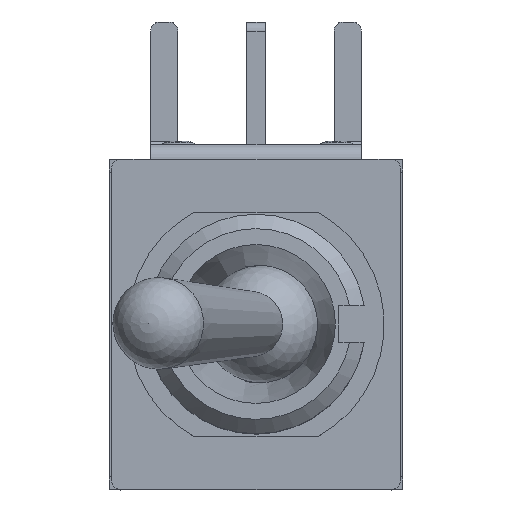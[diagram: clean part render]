
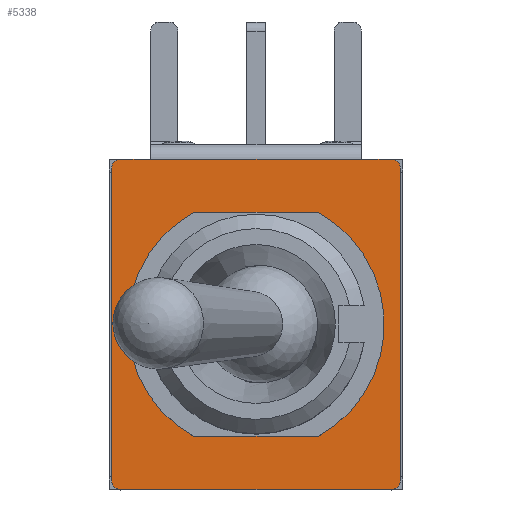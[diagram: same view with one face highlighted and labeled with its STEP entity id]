
A CAD part, top view. The second image highlights one B-rep face of the part: STEP entity #5338.
In plain terms, the highlighted planar face has unit normal (0, 0, 1).
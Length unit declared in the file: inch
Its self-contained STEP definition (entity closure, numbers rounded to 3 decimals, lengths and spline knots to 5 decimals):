
#127=PLANE('',#5696);
#315=LINE('',#7614,#898);
#318=LINE('',#7623,#901);
#361=LINE('',#7826,#944);
#402=LINE('',#7914,#985);
#403=LINE('',#7917,#986);
#407=LINE('',#7928,#990);
#408=LINE('',#7930,#991);
#409=LINE('',#7934,#992);
#898=VECTOR('',#6095,0.3937);
#901=VECTOR('',#6106,0.3937);
#944=VECTOR('',#6245,0.3937);
#985=VECTOR('',#6322,0.3937);
#986=VECTOR('',#6325,0.3937);
#990=VECTOR('',#6337,0.3937);
#991=VECTOR('',#6338,0.3937);
#992=VECTOR('',#6341,0.3937);
#1474=FACE_BOUND('',#1901,.T.);
#1607=FACE_OUTER_BOUND('',#1900,.T.);
#1900=EDGE_LOOP('',(#3927,#3928,#3929,#3930,#3931,#3932,#3933,#3934,#3935,
#3936));
#1901=EDGE_LOOP('',(#3937,#3938,#3939,#3940));
#2156=CIRCLE('',#5621,0.13976);
#2158=CIRCLE('',#5625,0.13976);
#2193=CIRCLE('',#5695,0.00984);
#2194=CIRCLE('',#5697,0.00984);
#2195=CIRCLE('',#5698,0.00984);
#2196=CIRCLE('',#5699,0.00984);
#2320=VERTEX_POINT('',#7604);
#2321=VERTEX_POINT('',#7606);
#2323=VERTEX_POINT('',#7612);
#2325=VERTEX_POINT('',#7618);
#2370=VERTEX_POINT('',#7788);
#2383=VERTEX_POINT('',#7825);
#2412=VERTEX_POINT('',#7912);
#2413=VERTEX_POINT('',#7916);
#2414=VERTEX_POINT('',#7920);
#2415=VERTEX_POINT('',#7921);
#2416=VERTEX_POINT('',#7926);
#2417=VERTEX_POINT('',#7929);
#2418=VERTEX_POINT('',#7931);
#2419=VERTEX_POINT('',#7933);
#2861=EDGE_CURVE('',#2321,#2320,#2156,.T.);
#2865=EDGE_CURVE('',#2320,#2323,#315,.T.);
#2868=EDGE_CURVE('',#2323,#2325,#2158,.T.);
#2870=EDGE_CURVE('',#2325,#2321,#318,.T.);
#2942=EDGE_CURVE('',#2370,#2383,#361,.T.);
#2988=EDGE_CURVE('',#2412,#2370,#402,.T.);
#2989=EDGE_CURVE('',#2383,#2413,#403,.T.);
#2991=EDGE_CURVE('',#2414,#2415,#2193,.T.);
#2994=EDGE_CURVE('',#2416,#2412,#2194,.T.);
#2995=EDGE_CURVE('',#2415,#2416,#407,.T.);
#2996=EDGE_CURVE('',#2417,#2414,#408,.T.);
#2997=EDGE_CURVE('',#2418,#2417,#2195,.T.);
#2998=EDGE_CURVE('',#2419,#2418,#409,.T.);
#2999=EDGE_CURVE('',#2413,#2419,#2196,.T.);
#3927=ORIENTED_EDGE('',*,*,#2942,.F.);
#3928=ORIENTED_EDGE('',*,*,#2988,.F.);
#3929=ORIENTED_EDGE('',*,*,#2994,.F.);
#3930=ORIENTED_EDGE('',*,*,#2995,.F.);
#3931=ORIENTED_EDGE('',*,*,#2991,.F.);
#3932=ORIENTED_EDGE('',*,*,#2996,.F.);
#3933=ORIENTED_EDGE('',*,*,#2997,.F.);
#3934=ORIENTED_EDGE('',*,*,#2998,.F.);
#3935=ORIENTED_EDGE('',*,*,#2999,.F.);
#3936=ORIENTED_EDGE('',*,*,#2989,.F.);
#3937=ORIENTED_EDGE('',*,*,#2861,.T.);
#3938=ORIENTED_EDGE('',*,*,#2865,.T.);
#3939=ORIENTED_EDGE('',*,*,#2868,.T.);
#3940=ORIENTED_EDGE('',*,*,#2870,.T.);
#5338=ADVANCED_FACE('',(#1607,#1474),#127,.T.);
#5621=AXIS2_PLACEMENT_3D('',#7607,#6088,#6089);
#5625=AXIS2_PLACEMENT_3D('',#7620,#6101,#6102);
#5695=AXIS2_PLACEMENT_3D('',#7922,#6329,#6330);
#5696=AXIS2_PLACEMENT_3D('',#7925,#6333,#6334);
#5697=AXIS2_PLACEMENT_3D('',#7927,#6335,#6336);
#5698=AXIS2_PLACEMENT_3D('',#7932,#6339,#6340);
#5699=AXIS2_PLACEMENT_3D('',#7935,#6342,#6343);
#6088=DIRECTION('center_axis',(0.,0.,
-1.));
#6089=DIRECTION('ref_axis',(-0.487,0.873,0.));
#6095=DIRECTION('',(-1.,0.,0.));
#6101=DIRECTION('center_axis',(0.,0.,
-1.));
#6102=DIRECTION('ref_axis',(0.487,-0.873,0.));
#6106=DIRECTION('',(1.,0.,0.));
#6245=DIRECTION('',(1.,0.,0.));
#6322=DIRECTION('',(1.,0.,0.));
#6325=DIRECTION('',(1.,0.,0.));
#6329=DIRECTION('center_axis',(0.,0.,
-1.));
#6330=DIRECTION('ref_axis',(-0.707,-0.707,0.));
#6333=DIRECTION('center_axis',(0.,0.,
1.));
#6334=DIRECTION('ref_axis',(-1.,0.,0.));
#6335=DIRECTION('center_axis',(0.,0.,
-1.));
#6336=DIRECTION('ref_axis',(-0.707,0.707,0.));
#6337=DIRECTION('',(0.,1.,0.));
#6338=DIRECTION('',(-1.,0.,0.));
#6339=DIRECTION('center_axis',(0.,0.,
-1.));
#6340=DIRECTION('ref_axis',(0.707,-0.707,0.));
#6341=DIRECTION('',(0.,-1.,0.));
#6342=DIRECTION('center_axis',(0.,0.,
-1.));
#6343=DIRECTION('ref_axis',(0.707,0.707,0.));
#7604=CARTESIAN_POINT('',(0.06811,-0.12205,0.30472));
#7606=CARTESIAN_POINT('',(0.06811,0.12205,0.30472));
#7607=CARTESIAN_POINT('Origin',(0.,0.,
0.30472));
#7612=CARTESIAN_POINT('',(-0.06811,-0.12205,0.30472));
#7614=CARTESIAN_POINT('',(0.03405,-0.12205,0.30472));
#7618=CARTESIAN_POINT('',(-0.06811,0.12205,0.30472));
#7620=CARTESIAN_POINT('Origin',(0.,0.,
0.30472));
#7623=CARTESIAN_POINT('',(-0.03405,0.12205,0.30472));
#7788=CARTESIAN_POINT('',(-0.11496,0.17992,0.30472));
#7825=CARTESIAN_POINT('',(0.11496,0.17992,0.30472));
#7826=CARTESIAN_POINT('',(0.,0.17992,0.30472));
#7912=CARTESIAN_POINT('',(-0.14764,0.17992,0.30472));
#7914=CARTESIAN_POINT('',(0.15748,0.17992,0.30472));
#7916=CARTESIAN_POINT('',(0.14764,0.17992,0.30472));
#7917=CARTESIAN_POINT('',(0.15748,0.17992,0.30472));
#7920=CARTESIAN_POINT('',(-0.14764,-0.17992,0.30472));
#7921=CARTESIAN_POINT('',(-0.15748,-0.17008,0.30472));
#7922=CARTESIAN_POINT('Origin',(-0.14764,-0.17008,0.30472));
#7925=CARTESIAN_POINT('Origin',(0.,0.,
0.30472));
#7926=CARTESIAN_POINT('',(-0.15748,0.17008,0.30472));
#7927=CARTESIAN_POINT('Origin',(-0.14764,0.17008,0.30472));
#7928=CARTESIAN_POINT('',(-0.15748,0.17992,0.30472));
#7929=CARTESIAN_POINT('',(0.14764,-0.17992,0.30472));
#7930=CARTESIAN_POINT('',(-0.15748,-0.17992,0.30472));
#7931=CARTESIAN_POINT('',(0.15748,-0.17008,0.30472));
#7932=CARTESIAN_POINT('Origin',(0.14764,-0.17008,0.30472));
#7933=CARTESIAN_POINT('',(0.15748,0.17008,0.30472));
#7934=CARTESIAN_POINT('',(0.15748,-0.17992,0.30472));
#7935=CARTESIAN_POINT('Origin',(0.14764,0.17008,0.30472));
